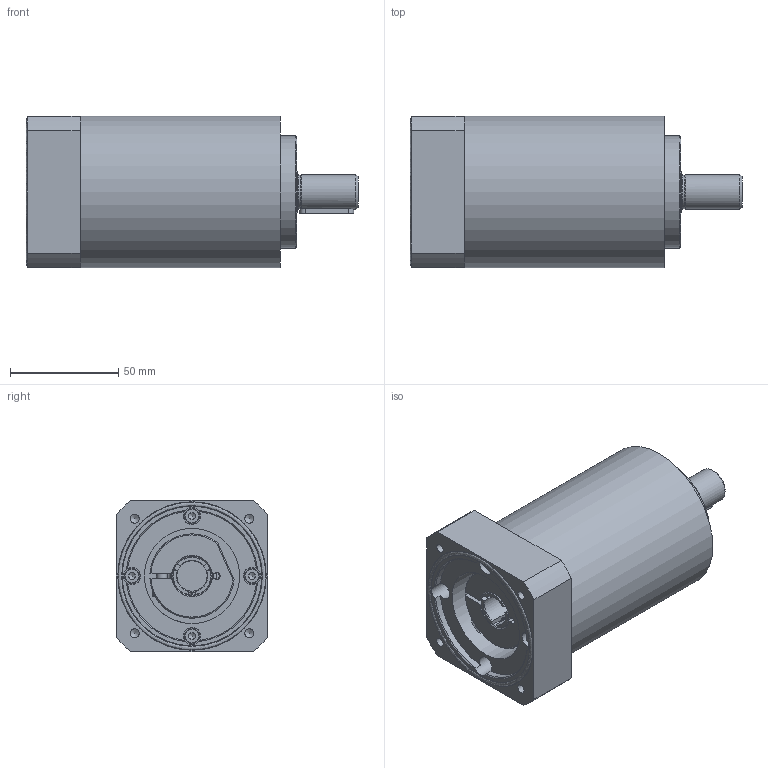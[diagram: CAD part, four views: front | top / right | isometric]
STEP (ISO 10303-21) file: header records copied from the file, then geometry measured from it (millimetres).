
FILE_DESCRIPTION(/* description */ ('EPL-E64/2-14S Komponente'),/* implementation_level */ '2;1');
FILE_NAME(/* name */ '40060997XE14SM485X-2-14-S-(Z60-Tk75-4xM5-Vk70).stp',/* time_stamp */ '2016-11-12T10:53:52+01:00',/* author */ ('ifriedrich'),/* organization */ ('Eisele'),/* preprocessor_version */ 'ST-DEVELOPER v15.6',/* originating_system */ 'Autodesk Inventor 2015',/* authorisation */ '');
FILE_SCHEMA (('AUTOMOTIVE_DESIGN { 1 0 10303 214 3 1 1 }'));
Length unit declared in the file: millimetre
Products named in the file (6): 40060997E14SK; 406404851; 913-12X10; 3842; 3320; 40060997XE14SM485XK
Assembly tree (9 placements, depth 2):
  40060997XE14SM485XK
    40060997E14SK
    406404851
    913-12X10
    3842  x4
    3320  x2
Bounding box: 153.55 x 70 x 70 mm (x, y, z)
Volume: 460518.4 mm3; surface area: 69909 mm2
Topology: 9 solids, 9 shells, 282 faces, 713 edges, 456 vertices
Faces by surface type: plane 116, cylinder 88, cone 63, torus 13, bspline 2
Full cylindrical faces by diameter (mm): 2.5 x1, 3.242 x4, 4 x4, 4.134 x6, 4.3 x8, 4.5 x4, 4.917 x4, 5 x1, 5.3 x1, 7 x4, 8 x4, 8.5 x1, 9 x1, 10.106 x1, 12 x1, 14 x1, 15.6 x1, 16 x1, 20 x1, 21 x1, 25 x1, 44 x1, 47 x1, 50 x2, 52 x1, 65 x2, 68.7 x2, 70 x1
Entity records: 7280 total; most frequent: CARTESIAN_POINT 1660, DIRECTION 1142, ORIENTED_EDGE 984, EDGE_CURVE 492, AXIS2_PLACEMENT_3D 486, EDGE_LOOP 370, VERTEX_POINT 358, FACE_OUTER_BOUND 239
